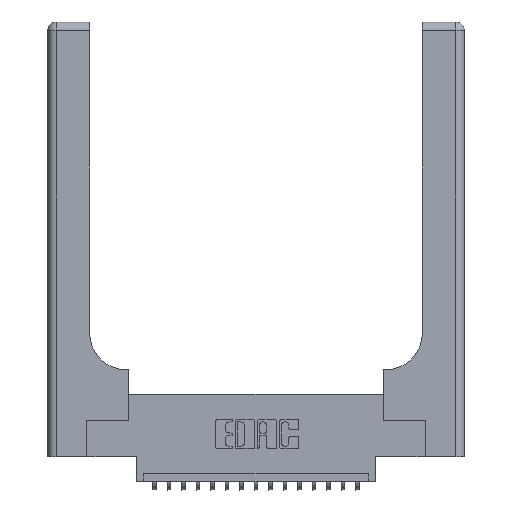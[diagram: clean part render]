
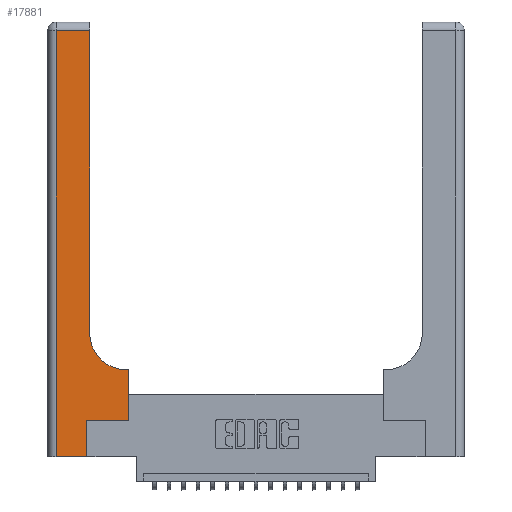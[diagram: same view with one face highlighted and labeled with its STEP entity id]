
A CAD part, top view. The second image highlights one B-rep face of the part: STEP entity #17881.
In plain terms, the highlighted planar face has unit normal (0, 0, 1).
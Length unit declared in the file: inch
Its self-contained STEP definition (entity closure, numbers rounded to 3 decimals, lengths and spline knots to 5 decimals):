
#108 = CARTESIAN_POINT ( 'NONE',  ( 0.5415, 0.85, 0.37 ) ) ;
#242 = CARTESIAN_POINT ( 'NONE',  ( 0.2915, 2.94, 0.37 ) ) ;
#444 = VECTOR ( 'NONE', #6896, 39.37008 ) ;
#586 = VECTOR ( 'NONE', #18783, 39.37008 ) ;
#611 = VERTEX_POINT ( 'NONE', #7583 ) ;
#1442 = PLANE ( 'NONE',  #5905 ) ;
#1584 = VERTEX_POINT ( 'NONE', #242 ) ;
#1966 = ORIENTED_EDGE ( 'NONE', *, *, #18144, .T. ) ;
#2122 = VERTEX_POINT ( 'NONE', #19576 ) ;
#2157 = CARTESIAN_POINT ( 'NONE',  ( 0.5585, 0.25, 0.37 ) ) ;
#2381 = ORIENTED_EDGE ( 'NONE', *, *, #14434, .T. ) ;
#2599 = LINE ( 'NONE', #8586, #444 ) ;
#3047 = DIRECTION ( 'NONE',  ( -1., 0., 0. ) ) ;
#3750 = DIRECTION ( 'NONE',  ( 0., 1., 0. ) ) ;
#4092 = ORIENTED_EDGE ( 'NONE', *, *, #12982, .T. ) ;
#4622 = LINE ( 'NONE', #16144, #16387 ) ;
#4714 = DIRECTION ( 'NONE',  ( 0., 0., -1. ) ) ;
#5044 = LINE ( 'NONE', #8604, #17576 ) ;
#5064 = EDGE_CURVE ( 'NONE', #17970, #15350, #2599, .T. ) ;
#5820 = EDGE_CURVE ( 'NONE', #8061, #17970, #7723, .T. ) ;
#5852 = ORIENTED_EDGE ( 'NONE', *, *, #11080, .T. ) ;
#5905 = AXIS2_PLACEMENT_3D ( 'NONE', #10866, #4714, #3047 ) ;
#6018 = VECTOR ( 'NONE', #13437, 39.37008 ) ;
#6719 = CARTESIAN_POINT ( 'NONE',  ( 0.5585, 0.25, 0.37 ) ) ;
#6896 = DIRECTION ( 'NONE',  ( 1., 0., 0. ) ) ;
#7583 = CARTESIAN_POINT ( 'NONE',  ( 0.5415, 0.6, 0.37 ) ) ;
#7723 = LINE ( 'NONE', #19099, #15583 ) ;
#8061 = VERTEX_POINT ( 'NONE', #16210 ) ;
#8227 = CARTESIAN_POINT ( 'NONE',  ( 0.2915, 0.6, 0.37 ) ) ;
#8586 = CARTESIAN_POINT ( 'NONE',  ( 0.269, 0.25, 0.37 ) ) ;
#8604 = CARTESIAN_POINT ( 'NONE',  ( 0.06, 3., 0.37 ) ) ;
#8622 = CIRCLE ( 'NONE', #16527, 0.25 ) ;
#9983 = CARTESIAN_POINT ( 'NONE',  ( 0.5585, 0.6, 0.37 ) ) ;
#10866 = CARTESIAN_POINT ( 'NONE',  ( 0., 3., 0.37 ) ) ;
#11030 = VECTOR ( 'NONE', #12758, 39.37008 ) ;
#11080 = EDGE_CURVE ( 'NONE', #15350, #16662, #14315, .T. ) ;
#11491 = EDGE_LOOP ( 'NONE', ( #16052, #1966, #19616, #4092, #18637, #16521, #5852, #2381, #14713 ) ) ;
#11759 = DIRECTION ( 'NONE',  ( 0., -1., 0. ) ) ;
#11991 = EDGE_CURVE ( 'NONE', #13994, #1584, #13338, .T. ) ;
#12004 = CARTESIAN_POINT ( 'NONE',  ( 0.2915, 3., 0.37 ) ) ;
#12758 = DIRECTION ( 'NONE',  ( -1., 0., 0. ) ) ;
#12821 = DIRECTION ( 'NONE',  ( 0., 1., 0. ) ) ;
#12982 = EDGE_CURVE ( 'NONE', #17024, #8061, #16506, .T. ) ;
#13116 = DIRECTION ( 'NONE',  ( -1., 0., 0. ) ) ;
#13338 = LINE ( 'NONE', #12004, #6018 ) ;
#13437 = DIRECTION ( 'NONE',  ( 0., 1., 0. ) ) ;
#13994 = VERTEX_POINT ( 'NONE', #19964 ) ;
#14313 = DIRECTION ( 'NONE',  ( 1., 0., 0. ) ) ;
#14315 = LINE ( 'NONE', #6719, #18047 ) ;
#14434 = EDGE_CURVE ( 'NONE', #16662, #611, #15211, .T. ) ;
#14713 = ORIENTED_EDGE ( 'NONE', *, *, #16930, .T. ) ;
#14730 = CARTESIAN_POINT ( 'NONE',  ( 0.06, 0., 0.37 ) ) ;
#15211 = LINE ( 'NONE', #8227, #11030 ) ;
#15350 = VERTEX_POINT ( 'NONE', #2157 ) ;
#15424 = FACE_OUTER_BOUND ( 'NONE', #11491, .T. ) ;
#15583 = VECTOR ( 'NONE', #12821, 39.37008 ) ;
#15815 = CARTESIAN_POINT ( 'NONE',  ( 0.269, 0.25, 0.37 ) ) ;
#16052 = ORIENTED_EDGE ( 'NONE', *, *, #11991, .T. ) ;
#16144 = CARTESIAN_POINT ( 'NONE',  ( 0., 2.94, 0.37 ) ) ;
#16210 = CARTESIAN_POINT ( 'NONE',  ( 0.269, 0., 0.37 ) ) ;
#16387 = VECTOR ( 'NONE', #13116, 39.37008 ) ;
#16506 = LINE ( 'NONE', #17143, #586 ) ;
#16521 = ORIENTED_EDGE ( 'NONE', *, *, #5064, .T. ) ;
#16527 = AXIS2_PLACEMENT_3D ( 'NONE', #108, #17393, #14313 ) ;
#16662 = VERTEX_POINT ( 'NONE', #9983 ) ;
#16930 = EDGE_CURVE ( 'NONE', #611, #13994, #8622, .T. ) ;
#17024 = VERTEX_POINT ( 'NONE', #14730 ) ;
#17143 = CARTESIAN_POINT ( 'NONE',  ( 0., 0., 0.37 ) ) ;
#17393 = DIRECTION ( 'NONE',  ( 0., 0., -1. ) ) ;
#17576 = VECTOR ( 'NONE', #11759, 39.37008 ) ;
#17881 = ADVANCED_FACE ( 'NONE', ( #15424 ), #1442, .F. ) ;
#17970 = VERTEX_POINT ( 'NONE', #15815 ) ;
#18047 = VECTOR ( 'NONE', #3750, 39.37008 ) ;
#18144 = EDGE_CURVE ( 'NONE', #1584, #2122, #4622, .T. ) ;
#18637 = ORIENTED_EDGE ( 'NONE', *, *, #5820, .T. ) ;
#18783 = DIRECTION ( 'NONE',  ( 1., 0., 0. ) ) ;
#19099 = CARTESIAN_POINT ( 'NONE',  ( 0.269, 0., 0.37 ) ) ;
#19576 = CARTESIAN_POINT ( 'NONE',  ( 0.06, 2.94, 0.37 ) ) ;
#19616 = ORIENTED_EDGE ( 'NONE', *, *, #20076, .T. ) ;
#19964 = CARTESIAN_POINT ( 'NONE',  ( 0.2915, 0.85, 0.37 ) ) ;
#20076 = EDGE_CURVE ( 'NONE', #2122, #17024, #5044, .T. ) ;
